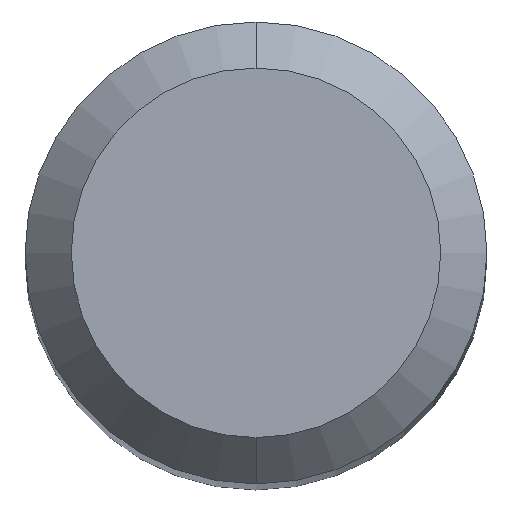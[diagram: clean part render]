
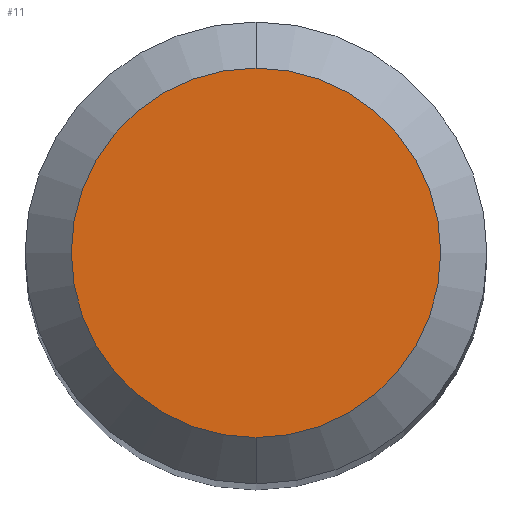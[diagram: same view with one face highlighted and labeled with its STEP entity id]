
A CAD part, top view. The second image highlights one B-rep face of the part: STEP entity #11.
In plain terms, the highlighted planar face has unit normal (0, 0, 1).
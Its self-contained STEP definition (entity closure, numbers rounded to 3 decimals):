
#10 = AXIS2_PLACEMENT_3D ( 'NONE', #276, #358, #123 ) ;
#11 = ADVANCED_FACE ( 'NONE', ( #108 ), #292, .F. ) ;
#15 = VERTEX_POINT ( 'NONE', #266 ) ;
#20 = ORIENTED_EDGE ( 'NONE', *, *, #36, .F. ) ;
#36 = EDGE_CURVE ( 'NONE', #15, #239, #164, .T. ) ;
#38 = DIRECTION ( 'NONE',  ( 0., 0., -1. ) ) ;
#39 = CARTESIAN_POINT ( 'NONE',  ( 0., 0., 30. ) ) ;
#81 = EDGE_LOOP ( 'NONE', ( #203, #20 ) ) ;
#108 = FACE_OUTER_BOUND ( 'NONE', #81, .T. ) ;
#123 = DIRECTION ( 'NONE',  ( 0., 1., 0. ) ) ;
#136 = AXIS2_PLACEMENT_3D ( 'NONE', #163, #228, #166 ) ;
#163 = CARTESIAN_POINT ( 'NONE',  ( 0., 0., 30. ) ) ;
#164 = CIRCLE ( 'NONE', #10, 1.2 ) ;
#166 = DIRECTION ( 'NONE',  ( 0., 1., 0. ) ) ;
#183 = CIRCLE ( 'NONE', #136, 1.2 ) ;
#202 = CARTESIAN_POINT ( 'NONE',  ( 0., 1.2, 30. ) ) ;
#203 = ORIENTED_EDGE ( 'NONE', *, *, #206, .F. ) ;
#206 = EDGE_CURVE ( 'NONE', #239, #15, #183, .T. ) ;
#228 = DIRECTION ( 'NONE',  ( 0., 0., -1. ) ) ;
#239 = VERTEX_POINT ( 'NONE', #202 ) ;
#255 = AXIS2_PLACEMENT_3D ( 'NONE', #39, #38, #326 ) ;
#266 = CARTESIAN_POINT ( 'NONE',  ( 0., -1.2, 30. ) ) ;
#276 = CARTESIAN_POINT ( 'NONE',  ( 0., 0., 30. ) ) ;
#292 = PLANE ( 'NONE',  #255 ) ;
#326 = DIRECTION ( 'NONE',  ( 0., 1., 0. ) ) ;
#358 = DIRECTION ( 'NONE',  ( 0., 0., -1. ) ) ;
